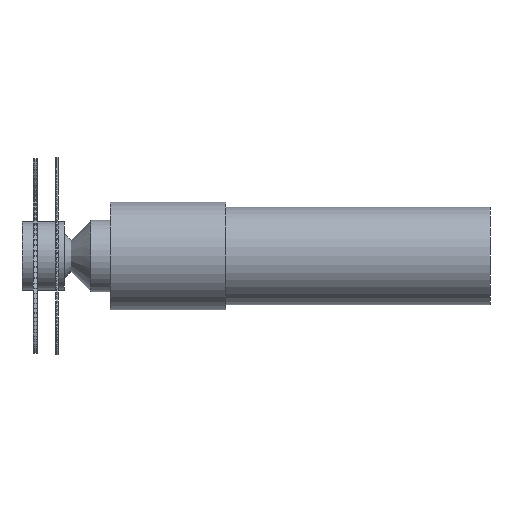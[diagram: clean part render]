
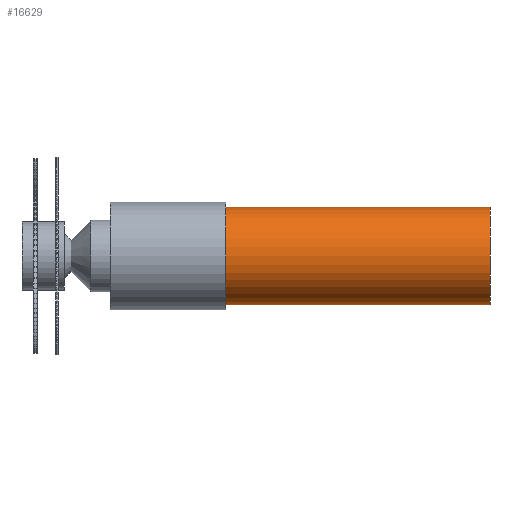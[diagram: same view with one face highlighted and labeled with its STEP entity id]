
A CAD part, front view. The second image highlights one B-rep face of the part: STEP entity #16629.
In plain terms, the highlighted cylindrical face has radius 12.8 mm (diameter 25.6 mm), a full revolution.
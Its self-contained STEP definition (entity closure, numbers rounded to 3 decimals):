
#601=CYLINDRICAL_SURFACE('',#17577,12.8);
#981=FACE_OUTER_BOUND('',#1863,.T.);
#1863=EDGE_LOOP('',(#11452,#11453,#11454,#11455));
#2756=LINE('',#24283,#4575);
#4575=VECTOR('',#19217,12.8);
#6395=CIRCLE('',#17578,12.8);
#6396=CIRCLE('',#17579,12.8);
#7130=VERTEX_POINT('',#24280);
#7131=VERTEX_POINT('',#24282);
#8858=EDGE_CURVE('',#7130,#7130,#6395,.T.);
#8859=EDGE_CURVE('',#7130,#7131,#2756,.T.);
#8860=EDGE_CURVE('',#7131,#7131,#6396,.T.);
#11452=ORIENTED_EDGE('',*,*,#8858,.F.);
#11453=ORIENTED_EDGE('',*,*,#8859,.T.);
#11454=ORIENTED_EDGE('',*,*,#8860,.F.);
#11455=ORIENTED_EDGE('',*,*,#8859,.F.);
#16629=ADVANCED_FACE('',(#981),#601,.T.);
#17577=AXIS2_PLACEMENT_3D('',#24279,#19213,#19214);
#17578=AXIS2_PLACEMENT_3D('',#24281,#19215,#19216);
#17579=AXIS2_PLACEMENT_3D('',#24284,#19218,#19219);
#19213=DIRECTION('center_axis',(1.,0.,0.));
#19214=DIRECTION('ref_axis',(0.,1.,0.));
#19215=DIRECTION('center_axis',(1.,0.,0.));
#19216=DIRECTION('ref_axis',(0.,1.,0.));
#19217=DIRECTION('',(-1.,0.,0.));
#19218=DIRECTION('center_axis',(-1.,0.,0.));
#19219=DIRECTION('ref_axis',(0.,1.,0.));
#24279=CARTESIAN_POINT('Origin',(30.25,0.,0.));
#24280=CARTESIAN_POINT('',(99.25,-12.8,0.));
#24281=CARTESIAN_POINT('Origin',(99.25,0.,0.));
#24282=CARTESIAN_POINT('',(30.25,-12.8,0.));
#24283=CARTESIAN_POINT('',(30.25,-12.8,0.));
#24284=CARTESIAN_POINT('Origin',(30.25,0.,0.));
